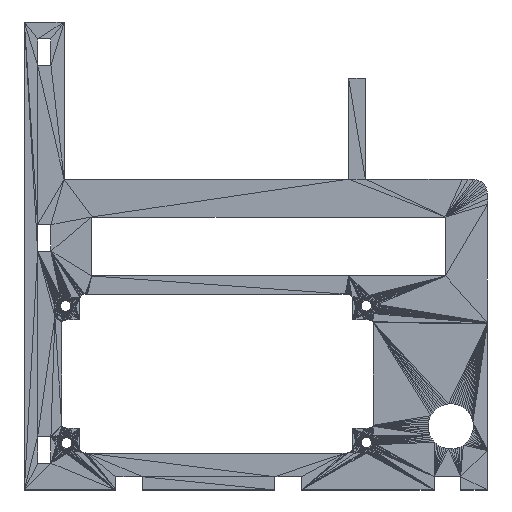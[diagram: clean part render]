
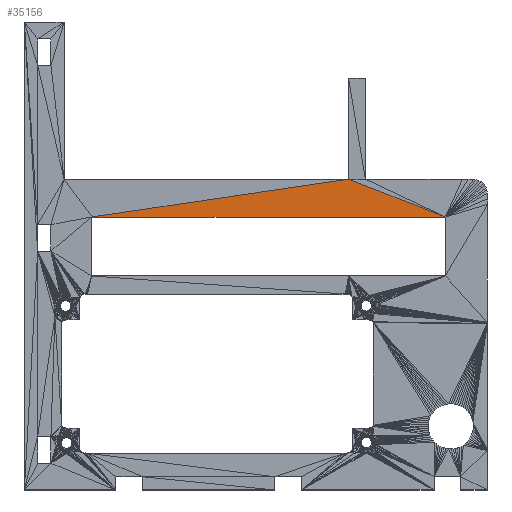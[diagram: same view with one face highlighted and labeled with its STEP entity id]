
A CAD part, left-side view. The second image highlights one B-rep face of the part: STEP entity #35156.
In plain terms, the highlighted planar face has unit normal (-1, 0, 0).
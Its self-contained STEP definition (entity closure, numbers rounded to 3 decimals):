
#1976=FACE_OUTER_BOUND('',#4994,.T.);
#4994=EDGE_LOOP('',(#27006,#27007,#27008));
#8878=LINE('',#55411,#13405);
#9413=LINE('',#56463,#13940);
#9414=LINE('',#56464,#13941);
#13405=VECTOR('',#45256,10.);
#13940=VECTOR('',#46533,10.);
#13941=VECTOR('',#46534,10.);
#16098=VERTEX_POINT('',#54284);
#16167=VERTEX_POINT('',#54599);
#16290=VERTEX_POINT('',#55435);
#19423=EDGE_CURVE('',#16167,#16098,#8878,.T.);
#19958=EDGE_CURVE('',#16290,#16098,#9413,.T.);
#19959=EDGE_CURVE('',#16167,#16290,#9414,.T.);
#27006=ORIENTED_EDGE('',*,*,#19423,.T.);
#27007=ORIENTED_EDGE('',*,*,#19958,.F.);
#27008=ORIENTED_EDGE('',*,*,#19959,.F.);
#32138=PLANE('',#38188);
#35156=ADVANCED_FACE('',(#1976),#32138,.T.);
#38188=AXIS2_PLACEMENT_3D('',#56462,#46531,#46532);
#45256=DIRECTION('',(0.,-1.,0.));
#46531=DIRECTION('center_axis',(-1.,0.,0.));
#46532=DIRECTION('ref_axis',(0.,0.,1.));
#46533=DIRECTION('',(0.,-0.931,-0.364));
#46534=DIRECTION('',(0.,-0.989,0.146));
#54284=CARTESIAN_POINT('',(-283.,-124.201,19.705));
#54599=CARTESIAN_POINT('',(-283.,9.191,19.705));
#55411=CARTESIAN_POINT('',(-283.,9.191,19.705));
#55435=CARTESIAN_POINT('',(-283.,-87.677,33.997));
#56462=CARTESIAN_POINT('Origin',(-283.,-87.677,33.997));
#56463=CARTESIAN_POINT('',(-283.,-87.677,33.997));
#56464=CARTESIAN_POINT('',(-283.,9.191,19.705));
